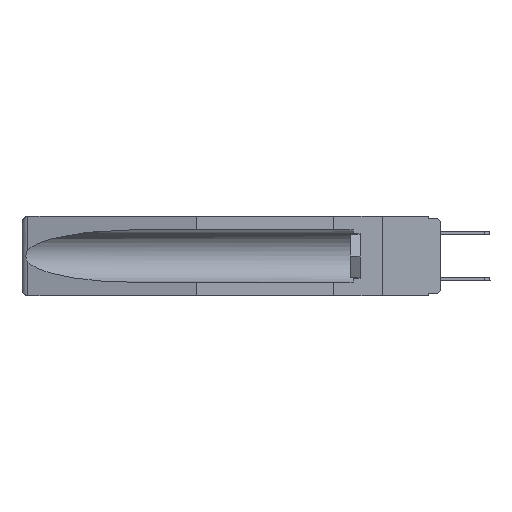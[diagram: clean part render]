
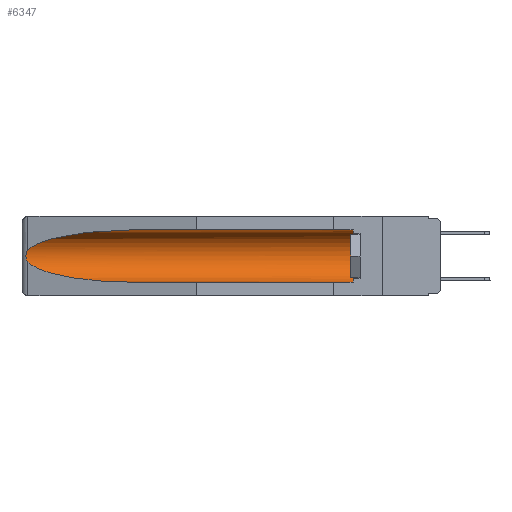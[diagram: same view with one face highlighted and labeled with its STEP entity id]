
A CAD part, left-side view. The second image highlights one B-rep face of the part: STEP entity #6347.
In plain terms, the highlighted cylindrical face has radius 2.857 mm (diameter 5.715 mm), a partial arc.
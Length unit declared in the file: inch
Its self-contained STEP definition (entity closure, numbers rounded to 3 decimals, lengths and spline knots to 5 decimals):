
#38 = CARTESIAN_POINT ( 'NONE',  ( 0.155, 0.126, -0.1715 ) ) ;
#422 =( BOUNDED_CURVE ( )  B_SPLINE_CURVE ( 3, ( #7933, #4287, #6713, #11667 ),
 .UNSPECIFIED., .F., .F. ) 
 B_SPLINE_CURVE_WITH_KNOTS ( ( 4, 4 ),
 ( 4.71239, 6.08839 ),
 .UNSPECIFIED. ) 
 CURVE ( )  GEOMETRIC_REPRESENTATION_ITEM ( )  RATIONAL_B_SPLINE_CURVE ( ( 1., 0.848, 0.848, 1. ) ) 
 REPRESENTATION_ITEM ( '' )  );
#588 = CARTESIAN_POINT ( 'NONE',  ( 0.155, 1.07973, -0.284 ) ) ;
#841 = VERTEX_POINT ( 'NONE', #3715 ) ;
#1365 = DIRECTION ( 'NONE',  ( 0., 1., 0. ) ) ;
#2039 = CARTESIAN_POINT ( 'NONE',  ( 0.155, 0.126, -0.284 ) ) ;
#2262 = CARTESIAN_POINT ( 'NONE',  ( 0.25451, 1.48313, -0.24835 ) ) ;
#2370 = CARTESIAN_POINT ( 'NONE',  ( 0.155, -0.30754, -0.284 ) ) ;
#2388 = DIRECTION ( 'NONE',  ( 0., 0., 1. ) ) ;
#2488 = VERTEX_POINT ( 'NONE', #588 ) ;
#3095 = EDGE_CURVE ( 'NONE', #8043, #841, #10027, .T. ) ;
#3446 = ORIENTED_EDGE ( 'NONE', *, *, #5747, .T. ) ;
#3469 = ORIENTED_EDGE ( 'NONE', *, *, #5566, .T. ) ;
#3655 = ORIENTED_EDGE ( 'NONE', *, *, #8267, .F. ) ;
#3683 = DIRECTION ( 'NONE',  ( 0., -1., 0. ) ) ;
#3715 = CARTESIAN_POINT ( 'NONE',  ( 0.155, 0.126, -0.059 ) ) ;
#4144 = CARTESIAN_POINT ( 'NONE',  ( 0.2675, 1.53308, -0.16763 ) ) ;
#4287 = CARTESIAN_POINT ( 'NONE',  ( 0.21114, 1.30732, -0.059 ) ) ;
#4980 = FACE_OUTER_BOUND ( 'NONE', #6222, .T. ) ;
#4997 = CARTESIAN_POINT ( 'NONE',  ( 0.26537, 1.52718, -0.14972 ) ) ;
#5052 = EDGE_CURVE ( 'NONE', #11216, #11647, #14015, .T. ) ;
#5566 = EDGE_CURVE ( 'NONE', #9893, #11216, #422, .T. ) ;
#5747 = EDGE_CURVE ( 'NONE', #11647, #2488, #12214, .T. ) ;
#6085 = DIRECTION ( 'NONE',  ( 0., 1., 0. ) ) ;
#6222 = EDGE_LOOP ( 'NONE', ( #3469, #10408, #3446, #3655, #15194, #10940 ) ) ;
#6279 = DIRECTION ( 'NONE',  ( 0., 0., 1. ) ) ;
#6347 = ADVANCED_FACE ( 'NONE', ( #4980 ), #12346, .F. ) ;
#6588 = CARTESIAN_POINT ( 'NONE',  ( 0.155, 1.07973, -0.059 ) ) ;
#6713 = CARTESIAN_POINT ( 'NONE',  ( 0.25451, 1.48313, -0.09465 ) ) ;
#6730 = CARTESIAN_POINT ( 'NONE',  ( 0.26597, 1.52961, -0.15275 ) ) ;
#7279 = CARTESIAN_POINT ( 'NONE',  ( 0.21114, 1.30732, -0.284 ) ) ;
#7552 = AXIS2_PLACEMENT_3D ( 'NONE', #10968, #13346, #2388 ) ;
#7877 = CARTESIAN_POINT ( 'NONE',  ( 0.26655, 1.53094, -0.18657 ) ) ;
#7933 = CARTESIAN_POINT ( 'NONE',  ( 0.155, 1.07973, -0.059 ) ) ;
#8043 = VERTEX_POINT ( 'NONE', #2039 ) ;
#8267 = EDGE_CURVE ( 'NONE', #8043, #2488, #13481, .T. ) ;
#8379 = CARTESIAN_POINT ( 'NONE',  ( 0.26537, 1.52718, -0.14972 ) ) ;
#9082 = CARTESIAN_POINT ( 'NONE',  ( 0.2675, 1.53308, -0.17534 ) ) ;
#9240 = CARTESIAN_POINT ( 'NONE',  ( 0.26537, 1.52718, -0.19328 ) ) ;
#9294 = EDGE_CURVE ( 'NONE', #841, #9893, #12371, .T. ) ;
#9893 = VERTEX_POINT ( 'NONE', #6588 ) ;
#10027 = CIRCLE ( 'NONE', #11581, 0.1125 ) ;
#10245 = CARTESIAN_POINT ( 'NONE',  ( 0.155, -0.30754, -0.059 ) ) ;
#10288 = CARTESIAN_POINT ( 'NONE',  ( 0.2673, 1.5327, -0.16383 ) ) ;
#10408 = ORIENTED_EDGE ( 'NONE', *, *, #5052, .T. ) ;
#10940 = ORIENTED_EDGE ( 'NONE', *, *, #9294, .T. ) ;
#10968 = CARTESIAN_POINT ( 'NONE',  ( 0.155, -0.30754, -0.1715 ) ) ;
#11154 = CARTESIAN_POINT ( 'NONE',  ( 0.26537, 1.52718, -0.19328 ) ) ;
#11216 = VERTEX_POINT ( 'NONE', #8379 ) ;
#11519 = CARTESIAN_POINT ( 'NONE',  ( 0.26654, 1.53092, -0.15636 ) ) ;
#11581 = AXIS2_PLACEMENT_3D ( 'NONE', #38, #3683, #6279 ) ;
#11647 = VERTEX_POINT ( 'NONE', #9240 ) ;
#11667 = CARTESIAN_POINT ( 'NONE',  ( 0.26537, 1.52718, -0.14972 ) ) ;
#11850 = VECTOR ( 'NONE', #1365, 39.37008 ) ;
#11865 = VECTOR ( 'NONE', #6085, 39.37008 ) ;
#12214 =( BOUNDED_CURVE ( )  B_SPLINE_CURVE ( 3, ( #11154, #2262, #7279, #12225 ),
 .UNSPECIFIED., .F., .T. ) 
 B_SPLINE_CURVE_WITH_KNOTS ( ( 4, 4 ),
 ( 0.1948, 1.5708 ),
 .UNSPECIFIED. ) 
 CURVE ( )  GEOMETRIC_REPRESENTATION_ITEM ( )  RATIONAL_B_SPLINE_CURVE ( ( 1., 0.848, 0.848, 1. ) ) 
 REPRESENTATION_ITEM ( '' )  );
#12225 = CARTESIAN_POINT ( 'NONE',  ( 0.155, 1.07973, -0.284 ) ) ;
#12346 = CYLINDRICAL_SURFACE ( 'NONE', #7552, 0.1125 ) ;
#12371 = LINE ( 'NONE', #10245, #11850 ) ;
#12831 = CARTESIAN_POINT ( 'NONE',  ( 0.26597, 1.5296, -0.19026 ) ) ;
#13346 = DIRECTION ( 'NONE',  ( 0., 1., 0. ) ) ;
#13481 = LINE ( 'NONE', #2370, #11865 ) ;
#13896 = CARTESIAN_POINT ( 'NONE',  ( 0.26537, 1.52718, -0.19328 ) ) ;
#14015 = B_SPLINE_CURVE_WITH_KNOTS ( 'NONE', 3,
 ( #4997, #6730, #11519, #10288, #4144, #9082, #14057, #7877, #12831, #13896 ),
 .UNSPECIFIED., .F., .F.,
 ( 4, 2, 2, 2, 4 ),
 ( 0., 0.00029, 0.00058, 0.00087, 0.00117 ),
 .UNSPECIFIED. ) ;
#14057 = CARTESIAN_POINT ( 'NONE',  ( 0.2673, 1.53269, -0.17917 ) ) ;
#15194 = ORIENTED_EDGE ( 'NONE', *, *, #3095, .T. ) ;
